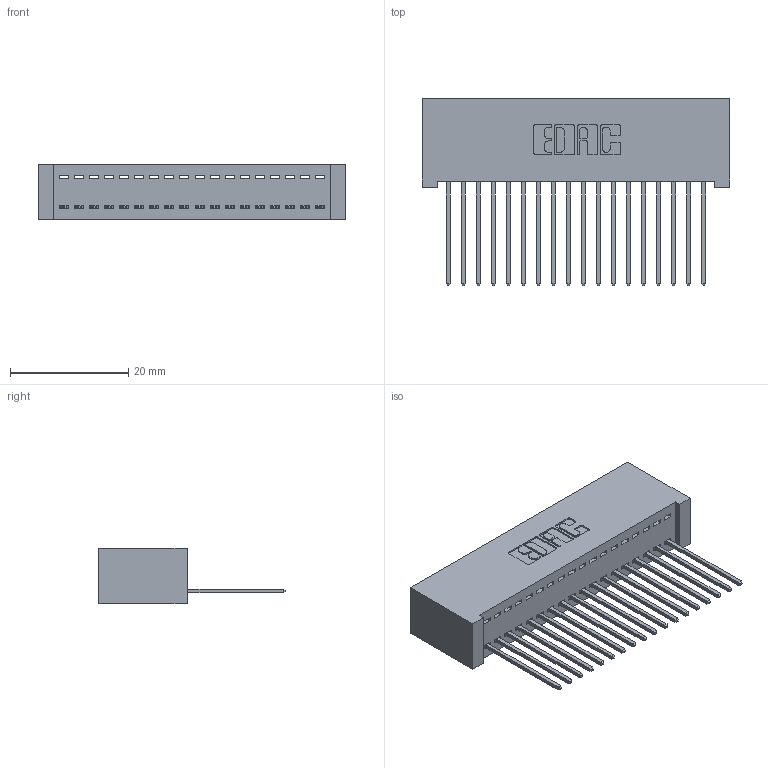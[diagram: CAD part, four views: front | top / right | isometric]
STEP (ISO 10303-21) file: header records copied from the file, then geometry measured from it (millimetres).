
FILE_DESCRIPTION (( 'STEP AP203' ), '1' );
FILE_NAME ('342-018-542-101.STEP', '2019-10-01T20:02:58', ( '' ), ( '' ), 'SwSTEP 2.0', 'SolidWorks 2016', '' );
FILE_SCHEMA (( 'CONFIG_CONTROL_DESIGN' ));
Length unit declared in the file: inch
Products named in the file (3): 342-018-542-101; 342 Part_Lugless; 345-292-001_345-293-142
Assembly tree (19 placements, depth 2):
  342-018-542-101
    342 Part_Lugless
    345-292-001_345-293-142  x18
Bounding box: 51.97 x 31.63 x 9.4 mm (x, y, z)
Volume: 4917.2 mm3; surface area: 7340.1 mm2
Topology: 19 solids, 19 shells, 1146 faces, 3443 edges, 2270 vertices
Faces by surface type: plane 818, cylinder 328
Entity records: 13717 total; most frequent: CARTESIAN_POINT 2376, ORIENTED_EDGE 2330, DIRECTION 2045, EDGE_CURVE 1165, LINE 1045, VECTOR 1045, VERTEX_POINT 774, AXIS2_PLACEMENT_3D 500
